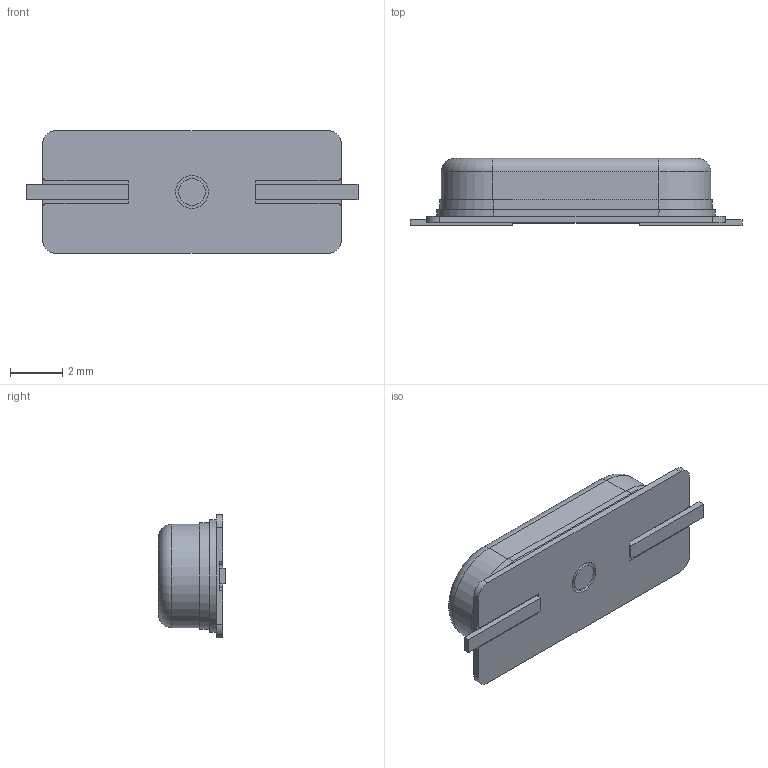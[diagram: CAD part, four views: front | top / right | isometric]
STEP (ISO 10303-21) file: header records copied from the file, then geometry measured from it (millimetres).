
FILE_DESCRIPTION (( 'STEP AP214' ), '1' );
FILE_NAME ('ABLS3.STEP', '2013-08-09T06:42:40', ( '' ), ( '' ), 'SwSTEP 2.0', 'SolidWorks 2012', '' );
FILE_SCHEMA (( 'AUTOMOTIVE_DESIGN' ));
Length unit declared in the file: millimetre
Products named in the file (1): ABLS3
Bounding box: 12.7 x 2.57 x 4.7 mm (x, y, z)
Volume: 97 mm3; surface area: 173.3 mm2
Topology: 1 solids, 1 shells, 142 faces, 369 edges, 242 vertices
Faces by surface type: plane 80, bspline 40, cylinder 20, torus 2
Entity records: 6973 total; most frequent: CARTESIAN_POINT 3122, ORIENTED_EDGE 738, DIRECTION 537, EDGE_CURVE 369, VECTOR 247, LINE 247, VERTEX_POINT 242, EDGE_LOOP 155
